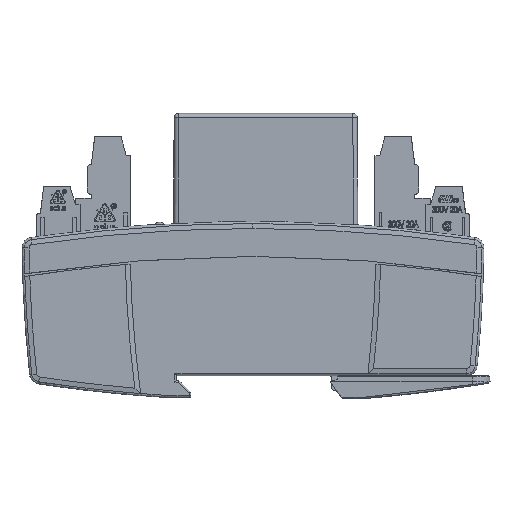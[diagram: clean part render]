
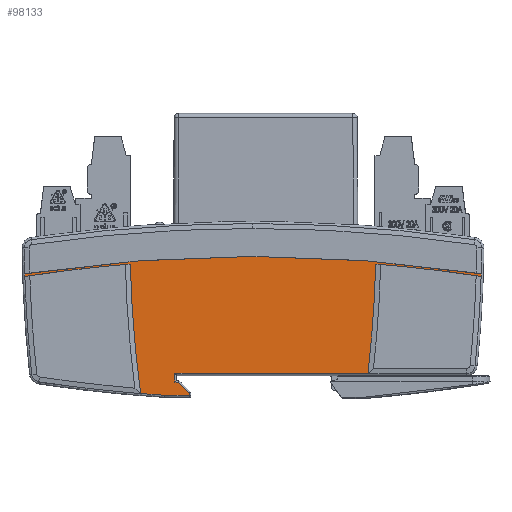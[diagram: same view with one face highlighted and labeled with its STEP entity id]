
A CAD part, front view. The second image highlights one B-rep face of the part: STEP entity #98133.
In plain terms, the highlighted planar face has unit normal (0, -1, 0).
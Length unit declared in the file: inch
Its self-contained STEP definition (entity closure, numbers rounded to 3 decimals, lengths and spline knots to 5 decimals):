
#584 = ORIENTED_EDGE ( 'NONE', *, *, #6116, .T. ) ;
#1247 = DIRECTION ( 'NONE',  ( 0., -1., 0. ) ) ;
#1596 = VECTOR ( 'NONE', #36638, 39.37008 ) ;
#2002 = CIRCLE ( 'NONE', #80778, 13.44094 ) ;
#3808 = EDGE_CURVE ( 'NONE', #91603, #112412, #35963, .T. ) ;
#3983 = CARTESIAN_POINT ( 'NONE',  ( -2.05018, -0.34449, -0.18126 ) ) ;
#4680 = EDGE_CURVE ( 'NONE', #35496, #112412, #85768, .T. ) ;
#6116 = EDGE_CURVE ( 'NONE', #43247, #36543, #79089, .T. ) ;
#7549 = CARTESIAN_POINT ( 'NONE',  ( -0.03589, -0.34449, -1.0748 ) ) ;
#9837 = VERTEX_POINT ( 'NONE', #22391 ) ;
#10656 = DIRECTION ( 'NONE',  ( 0., -1., 0. ) ) ;
#10691 = DIRECTION ( 'NONE',  ( -0.707, 0., 0.707 ) ) ;
#11089 = DIRECTION ( 'NONE',  ( 1., 0., 0. ) ) ;
#11260 = CARTESIAN_POINT ( 'NONE',  ( -1.00968, -0.34449, -1.25643 ) ) ;
#11517 = EDGE_CURVE ( 'NONE', #39935, #9837, #70039, .T. ) ;
#13425 = EDGE_CURVE ( 'NONE', #36543, #90108, #67505, .T. ) ;
#14067 = CARTESIAN_POINT ( 'NONE',  ( 1.03248, -0.34449, -1.0748 ) ) ;
#14689 = AXIS2_PLACEMENT_3D ( 'NONE', #36993, #1247, #88854 ) ;
#15061 = ORIENTED_EDGE ( 'NONE', *, *, #3808, .F. ) ;
#15177 = ORIENTED_EDGE ( 'NONE', *, *, #93834, .T. ) ;
#15248 = CARTESIAN_POINT ( 'NONE',  ( -0.79466, -0.34449, -1.27165 ) ) ;
#17134 = CARTESIAN_POINT ( 'NONE',  ( -0.93805, -0.34449, -1.26211 ) ) ;
#21830 = VECTOR ( 'NONE', #84694, 39.37008 ) ;
#22391 = CARTESIAN_POINT ( 'NONE',  ( -0.70079, -0.34449, -1.0748 ) ) ;
#25478 = EDGE_CURVE ( 'NONE', #93602, #39935, #92235, .T. ) ;
#26242 = ORIENTED_EDGE ( 'NONE', *, *, #60785, .T. ) ;
#26644 = CARTESIAN_POINT ( 'NONE',  ( -0.70079, -0.34449, -0.48368 ) ) ;
#27100 = CIRCLE ( 'NONE', #86123, 10.84139 ) ;
#27268 = B_SPLINE_CURVE_WITH_KNOTS ( 'NONE', 3,
 ( #59728, #17134, #54019, #71149 ),
 .UNSPECIFIED., .F., .F.,
 ( 4, 4 ),
 ( 0., 1. ),
 .UNSPECIFIED. ) ;
#27840 = ORIENTED_EDGE ( 'NONE', *, *, #25478, .T. ) ;
#28612 = DIRECTION ( 'NONE',  ( -1., 0., 0. ) ) ;
#29022 = DIRECTION ( 'NONE',  ( 0., 1., 0. ) ) ;
#29788 = CARTESIAN_POINT ( 'NONE',  ( 1.10236, -0.34449, -0.09316 ) ) ;
#31428 = VERTEX_POINT ( 'NONE', #29788 ) ;
#32532 = ORIENTED_EDGE ( 'NONE', *, *, #97548, .T. ) ;
#33459 = DIRECTION ( 'NONE',  ( 1., 0., 0. ) ) ;
#34744 = ORIENTED_EDGE ( 'NONE', *, *, #92175, .T. ) ;
#35496 = VERTEX_POINT ( 'NONE', #39322 ) ;
#35963 = LINE ( 'NONE', #55862, #102797 ) ;
#36543 = VERTEX_POINT ( 'NONE', #74558 ) ;
#36638 = DIRECTION ( 'NONE',  ( -0.032, 0., -0.999 ) ) ;
#36993 = CARTESIAN_POINT ( 'NONE',  ( 9.73547, -0.34449, 0.18504 ) ) ;
#37696 = CARTESIAN_POINT ( 'NONE',  ( -0.03589, -0.34449, -1.15354 ) ) ;
#38966 = CARTESIAN_POINT ( 'NONE',  ( 0., -0.34449, -13.48882 ) ) ;
#38984 = LINE ( 'NONE', #7549, #93580 ) ;
#39322 = CARTESIAN_POINT ( 'NONE',  ( 2.05018, -0.34449, -0.18126 ) ) ;
#39935 = VERTEX_POINT ( 'NONE', #71863 ) ;
#41151 = EDGE_CURVE ( 'NONE', #91603, #81359, #107475, .T. ) ;
#43247 = VERTEX_POINT ( 'NONE', #15248 ) ;
#44196 = EDGE_LOOP ( 'NONE', ( #97818, #58979, #15177, #584, #70715, #32532, #27840, #74251, #34744, #26242, #80065, #48509, #74162, #15061 ) ) ;
#44346 = CARTESIAN_POINT ( 'NONE',  ( 2.04942, -0.34449, -0.20504 ) ) ;
#48509 = ORIENTED_EDGE ( 'NONE', *, *, #81264, .F. ) ;
#50469 = VERTEX_POINT ( 'NONE', #44346 ) ;
#51099 = CARTESIAN_POINT ( 'NONE',  ( -0.03589, -0.34449, -1.27165 ) ) ;
#54019 = CARTESIAN_POINT ( 'NONE',  ( -0.86638, -0.34449, -1.26718 ) ) ;
#54444 = CARTESIAN_POINT ( 'NONE',  ( -0.03589, -0.34449, -0.48368 ) ) ;
#55608 = CARTESIAN_POINT ( 'NONE',  ( -0.57087, -0.34449, -1.25292 ) ) ;
#55862 = CARTESIAN_POINT ( 'NONE',  ( -2.05018, -0.34449, -0.18126 ) ) ;
#56071 = VERTEX_POINT ( 'NONE', #11260 ) ;
#57259 = DIRECTION ( 'NONE',  ( 0., 1., 0. ) ) ;
#57652 = DIRECTION ( 'NONE',  ( 1., 0., 0. ) ) ;
#58015 = AXIS2_PLACEMENT_3D ( 'NONE', #54444, #10656, #107057 ) ;
#58979 = ORIENTED_EDGE ( 'NONE', *, *, #90021, .T. ) ;
#59728 = CARTESIAN_POINT ( 'NONE',  ( -1.00968, -0.34449, -1.25643 ) ) ;
#60785 = EDGE_CURVE ( 'NONE', #106779, #31428, #27100, .T. ) ;
#60810 = DIRECTION ( 'NONE',  ( 1., 0., 0. ) ) ;
#62507 = CARTESIAN_POINT ( 'NONE',  ( 0., -0.34449, -13.48882 ) ) ;
#66668 = CARTESIAN_POINT ( 'NONE',  ( -2.04942, -0.34449, -0.20504 ) ) ;
#67505 = LINE ( 'NONE', #111738, #96167 ) ;
#69284 = EDGE_CURVE ( 'NONE', #31428, #50469, #2002, .T. ) ;
#69659 = DIRECTION ( 'NONE',  ( 0., -1., 0. ) ) ;
#70039 = LINE ( 'NONE', #26644, #89167 ) ;
#70715 = ORIENTED_EDGE ( 'NONE', *, *, #13425, .T. ) ;
#70828 = CIRCLE ( 'NONE', #14689, 10.84139 ) ;
#71149 = CARTESIAN_POINT ( 'NONE',  ( -0.79466, -0.34449, -1.27165 ) ) ;
#71863 = CARTESIAN_POINT ( 'NONE',  ( -0.70079, -0.34449, -1.15354 ) ) ;
#72474 = FACE_OUTER_BOUND ( 'NONE', #44196, .T. ) ;
#73838 = LINE ( 'NONE', #80110, #1596 ) ;
#74162 = ORIENTED_EDGE ( 'NONE', *, *, #4680, .T. ) ;
#74251 = ORIENTED_EDGE ( 'NONE', *, *, #11517, .T. ) ;
#74558 = CARTESIAN_POINT ( 'NONE',  ( -0.57087, -0.34449, -1.27165 ) ) ;
#75785 = CARTESIAN_POINT ( 'NONE',  ( -0.67025, -0.34449, -1.15354 ) ) ;
#77316 = AXIS2_PLACEMENT_3D ( 'NONE', #62507, #88452, #11089 ) ;
#79089 = LINE ( 'NONE', #51099, #21830 ) ;
#80065 = ORIENTED_EDGE ( 'NONE', *, *, #69284, .T. ) ;
#80110 = CARTESIAN_POINT ( 'NONE',  ( 2.04942, -0.34449, -0.20504 ) ) ;
#80778 = AXIS2_PLACEMENT_3D ( 'NONE', #105618, #29022, #105985 ) ;
#81264 = EDGE_CURVE ( 'NONE', #35496, #50469, #73838, .T. ) ;
#81359 = VERTEX_POINT ( 'NONE', #82017 ) ;
#81778 = LINE ( 'NONE', #55608, #107696 ) ;
#82017 = CARTESIAN_POINT ( 'NONE',  ( -1.10236, -0.34449, -0.09316 ) ) ;
#84694 = DIRECTION ( 'NONE',  ( 1., 0., 0. ) ) ;
#85706 = CARTESIAN_POINT ( 'NONE',  ( -9.73547, -0.34449, 0.18504 ) ) ;
#85768 = CIRCLE ( 'NONE', #77316, 13.46457 ) ;
#86123 = AXIS2_PLACEMENT_3D ( 'NONE', #85706, #69659, #33459 ) ;
#87590 = DIRECTION ( 'NONE',  ( 0., 0., 1. ) ) ;
#88452 = DIRECTION ( 'NONE',  ( 0., -1., 0. ) ) ;
#88746 = PLANE ( 'NONE',  #58015 ) ;
#88854 = DIRECTION ( 'NONE',  ( 1., 0., 0. ) ) ;
#89167 = VECTOR ( 'NONE', #87590, 39.37008 ) ;
#90021 = EDGE_CURVE ( 'NONE', #81359, #56071, #70828, .T. ) ;
#90108 = VERTEX_POINT ( 'NONE', #90733 ) ;
#90733 = CARTESIAN_POINT ( 'NONE',  ( -0.57087, -0.34449, -1.25292 ) ) ;
#91603 = VERTEX_POINT ( 'NONE', #66668 ) ;
#92175 = EDGE_CURVE ( 'NONE', #9837, #106779, #38984, .T. ) ;
#92235 = LINE ( 'NONE', #37696, #109968 ) ;
#93580 = VECTOR ( 'NONE', #60810, 39.37008 ) ;
#93602 = VERTEX_POINT ( 'NONE', #75785 ) ;
#93834 = EDGE_CURVE ( 'NONE', #56071, #43247, #27268, .T. ) ;
#94532 = AXIS2_PLACEMENT_3D ( 'NONE', #38966, #57259, #57652 ) ;
#96167 = VECTOR ( 'NONE', #101831, 39.37008 ) ;
#97548 = EDGE_CURVE ( 'NONE', #90108, #93602, #81778, .T. ) ;
#97818 = ORIENTED_EDGE ( 'NONE', *, *, #41151, .T. ) ;
#98133 = ADVANCED_FACE ( 'NONE', ( #72474 ), #88746, .T. ) ;
#98175 = DIRECTION ( 'NONE',  ( -0.032, 0., 0.999 ) ) ;
#101831 = DIRECTION ( 'NONE',  ( 0., 0., 1. ) ) ;
#102797 = VECTOR ( 'NONE', #98175, 39.37008 ) ;
#105618 = CARTESIAN_POINT ( 'NONE',  ( 0., -0.34449, -13.48882 ) ) ;
#105985 = DIRECTION ( 'NONE',  ( 1., 0., 0. ) ) ;
#106779 = VERTEX_POINT ( 'NONE', #14067 ) ;
#107057 = DIRECTION ( 'NONE',  ( 1., 0., 0. ) ) ;
#107475 = CIRCLE ( 'NONE', #94532, 13.44094 ) ;
#107696 = VECTOR ( 'NONE', #10691, 39.37008 ) ;
#109968 = VECTOR ( 'NONE', #28612, 39.37008 ) ;
#111738 = CARTESIAN_POINT ( 'NONE',  ( -0.57087, -0.34449, -0.48368 ) ) ;
#112412 = VERTEX_POINT ( 'NONE', #3983 ) ;
